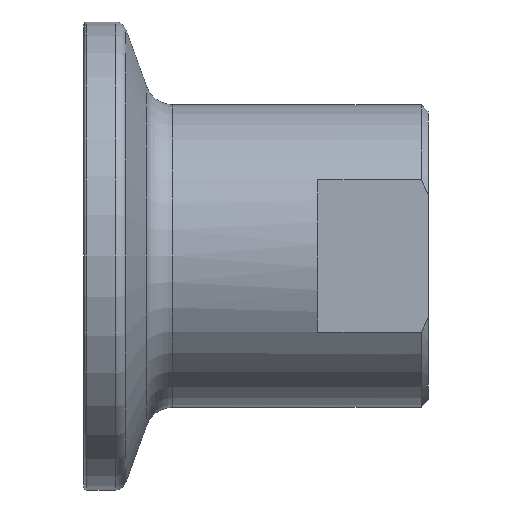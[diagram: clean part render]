
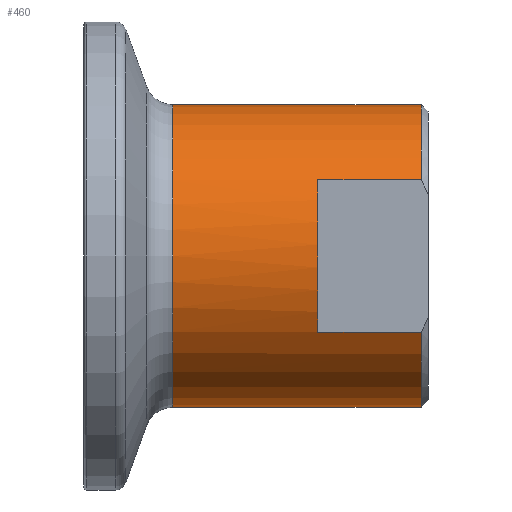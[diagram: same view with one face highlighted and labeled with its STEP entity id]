
A CAD part, front view. The second image highlights one B-rep face of the part: STEP entity #460.
In plain terms, the highlighted cylindrical face has radius 11 mm (diameter 22 mm), a partial arc.
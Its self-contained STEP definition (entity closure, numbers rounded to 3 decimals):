
#15 = ORIENTED_EDGE ( 'NONE', *, *, #438, .F. ) ;
#22 = CARTESIAN_POINT ( 'NONE',  ( 24.5, 0., 0. ) ) ;
#86 = VERTEX_POINT ( 'NONE', #978 ) ;
#124 = CARTESIAN_POINT ( 'NONE',  ( 24.5, 0., -11. ) ) ;
#129 = ORIENTED_EDGE ( 'NONE', *, *, #1138, .T. ) ;
#159 = DIRECTION ( 'NONE',  ( -1., 0., 0. ) ) ;
#184 = LINE ( 'NONE', #471, #444 ) ;
#190 = CARTESIAN_POINT ( 'NONE',  ( 0., -9.5, -5.545 ) ) ;
#191 = FACE_OUTER_BOUND ( 'NONE', #927, .T. ) ;
#205 = VERTEX_POINT ( 'NONE', #223 ) ;
#223 = CARTESIAN_POINT ( 'NONE',  ( 24.5, 0., 11. ) ) ;
#256 = DIRECTION ( 'NONE',  ( 1., 0., 0. ) ) ;
#270 = CARTESIAN_POINT ( 'NONE',  ( 24.5, -9.5, -5.545 ) ) ;
#323 = CIRCLE ( 'NONE', #346, 11. ) ;
#328 = CIRCLE ( 'NONE', #572, 11. ) ;
#346 = AXIS2_PLACEMENT_3D ( 'NONE', #843, #1121, #452 ) ;
#353 = VERTEX_POINT ( 'NONE', #383 ) ;
#383 = CARTESIAN_POINT ( 'NONE',  ( 17., -9.5, -5.545 ) ) ;
#391 = ORIENTED_EDGE ( 'NONE', *, *, #548, .T. ) ;
#438 = EDGE_CURVE ( 'NONE', #1076, #86, #463, .T. ) ;
#444 = VECTOR ( 'NONE', #256, 1000. ) ;
#452 = DIRECTION ( 'NONE',  ( 0., 0., 1. ) ) ;
#457 = VERTEX_POINT ( 'NONE', #479 ) ;
#460 = ADVANCED_FACE ( 'NONE', ( #191 ), #567, .T. ) ;
#463 = LINE ( 'NONE', #1015, #858 ) ;
#470 = VECTOR ( 'NONE', #914, 1000. ) ;
#471 = CARTESIAN_POINT ( 'NONE',  ( 0., -9.5, 5.545 ) ) ;
#478 = LINE ( 'NONE', #190, #740 ) ;
#479 = CARTESIAN_POINT ( 'NONE',  ( 17., -9.5, 5.545 ) ) ;
#485 = DIRECTION ( 'NONE',  ( 0., 0., 1. ) ) ;
#516 = AXIS2_PLACEMENT_3D ( 'NONE', #22, #689, #1080 ) ;
#548 = EDGE_CURVE ( 'NONE', #457, #626, #184, .T. ) ;
#565 = DIRECTION ( 'NONE',  ( -1., 0., 0. ) ) ;
#567 = CYLINDRICAL_SURFACE ( 'NONE', #705, 11. ) ;
#572 = AXIS2_PLACEMENT_3D ( 'NONE', #891, #794, #910 ) ;
#589 = AXIS2_PLACEMENT_3D ( 'NONE', #975, #886, #1197 ) ;
#591 = EDGE_CURVE ( 'NONE', #86, #1193, #323, .T. ) ;
#616 = CIRCLE ( 'NONE', #589, 11. ) ;
#624 = CARTESIAN_POINT ( 'NONE',  ( 6.434, 0., 11. ) ) ;
#626 = VERTEX_POINT ( 'NONE', #1126 ) ;
#629 = CIRCLE ( 'NONE', #516, 11. ) ;
#631 = VERTEX_POINT ( 'NONE', #270 ) ;
#689 = DIRECTION ( 'NONE',  ( -1., 0., 0. ) ) ;
#705 = AXIS2_PLACEMENT_3D ( 'NONE', #764, #865, #485 ) ;
#730 = LINE ( 'NONE', #1111, #470 ) ;
#733 = EDGE_CURVE ( 'NONE', #631, #353, #478, .T. ) ;
#740 = VECTOR ( 'NONE', #565, 1000. ) ;
#755 = ORIENTED_EDGE ( 'NONE', *, *, #733, .T. ) ;
#764 = CARTESIAN_POINT ( 'NONE',  ( 0., 0., 0. ) ) ;
#794 = DIRECTION ( 'NONE',  ( -1., 0., 0. ) ) ;
#807 = EDGE_CURVE ( 'NONE', #457, #353, #616, .T. ) ;
#843 = CARTESIAN_POINT ( 'NONE',  ( 6.434, 0., 0. ) ) ;
#852 = EDGE_CURVE ( 'NONE', #626, #205, #629, .T. ) ;
#857 = ORIENTED_EDGE ( 'NONE', *, *, #1025, .T. ) ;
#858 = VECTOR ( 'NONE', #159, 1000. ) ;
#865 = DIRECTION ( 'NONE',  ( -1., 0., 0. ) ) ;
#886 = DIRECTION ( 'NONE',  ( 1., 0., 0. ) ) ;
#891 = CARTESIAN_POINT ( 'NONE',  ( 24.5, 0., 0. ) ) ;
#910 = DIRECTION ( 'NONE',  ( 0., 0., 1. ) ) ;
#914 = DIRECTION ( 'NONE',  ( -1., 0., 0. ) ) ;
#927 = EDGE_LOOP ( 'NONE', ( #15, #857, #755, #1229, #391, #1122, #129, #1119 ) ) ;
#975 = CARTESIAN_POINT ( 'NONE',  ( 17., 0., 0. ) ) ;
#978 = CARTESIAN_POINT ( 'NONE',  ( 6.434, 0., -11. ) ) ;
#1015 = CARTESIAN_POINT ( 'NONE',  ( 0., 0., -11. ) ) ;
#1025 = EDGE_CURVE ( 'NONE', #1076, #631, #328, .T. ) ;
#1076 = VERTEX_POINT ( 'NONE', #124 ) ;
#1080 = DIRECTION ( 'NONE',  ( 0., 0., 1. ) ) ;
#1111 = CARTESIAN_POINT ( 'NONE',  ( 0., 0., 11. ) ) ;
#1119 = ORIENTED_EDGE ( 'NONE', *, *, #591, .F. ) ;
#1121 = DIRECTION ( 'NONE',  ( -1., 0., 0. ) ) ;
#1122 = ORIENTED_EDGE ( 'NONE', *, *, #852, .T. ) ;
#1126 = CARTESIAN_POINT ( 'NONE',  ( 24.5, -9.5, 5.545 ) ) ;
#1138 = EDGE_CURVE ( 'NONE', #205, #1193, #730, .T. ) ;
#1193 = VERTEX_POINT ( 'NONE', #624 ) ;
#1197 = DIRECTION ( 'NONE',  ( 0., 0., -1. ) ) ;
#1229 = ORIENTED_EDGE ( 'NONE', *, *, #807, .F. ) ;
